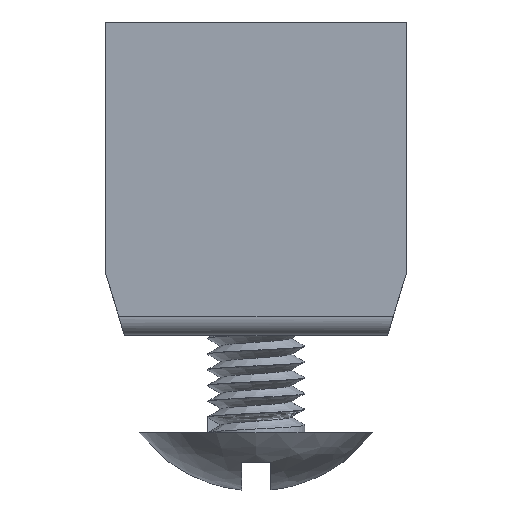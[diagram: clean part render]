
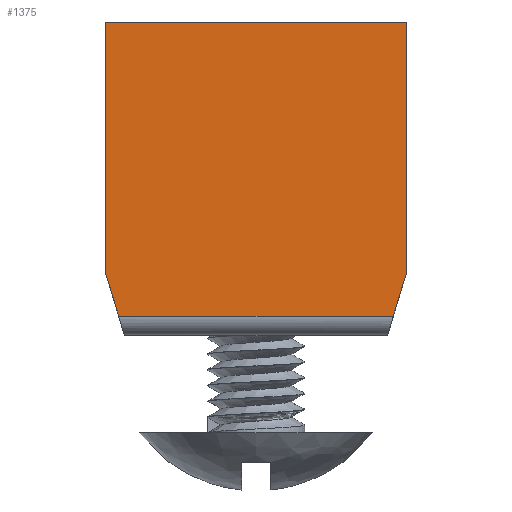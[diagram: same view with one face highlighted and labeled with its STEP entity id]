
A CAD part, left-side view. The second image highlights one B-rep face of the part: STEP entity #1375.
In plain terms, the highlighted face is planar.
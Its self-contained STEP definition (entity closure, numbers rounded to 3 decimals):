
#139=PLANE('',#1569);
#193=FACE_OUTER_BOUND('',#278,.T.);
#278=EDGE_LOOP('',(#1087,#1088,#1089,#1090,#1091,#1092));
#367=LINE('',#2077,#482);
#375=LINE('',#2096,#490);
#391=LINE('',#2135,#506);
#394=LINE('',#2141,#509);
#409=LINE('',#2170,#524);
#412=LINE('',#2176,#527);
#482=VECTOR('',#1737,10.);
#490=VECTOR('',#1751,10.);
#506=VECTOR('',#1787,10.);
#509=VECTOR('',#1792,10.);
#524=VECTOR('',#1819,10.);
#527=VECTOR('',#1828,10.);
#592=VERTEX_POINT('',#2070);
#595=VERTEX_POINT('',#2075);
#603=VERTEX_POINT('',#2095);
#616=VERTEX_POINT('',#2133);
#618=VERTEX_POINT('',#2139);
#626=VERTEX_POINT('',#2169);
#741=EDGE_CURVE('',#595,#592,#367,.T.);
#750=EDGE_CURVE('',#603,#592,#375,.T.);
#770=EDGE_CURVE('',#595,#616,#391,.T.);
#773=EDGE_CURVE('',#618,#616,#394,.T.);
#788=EDGE_CURVE('',#603,#626,#409,.T.);
#791=EDGE_CURVE('',#626,#618,#412,.T.);
#1087=ORIENTED_EDGE('',*,*,#741,.F.);
#1088=ORIENTED_EDGE('',*,*,#770,.T.);
#1089=ORIENTED_EDGE('',*,*,#773,.F.);
#1090=ORIENTED_EDGE('',*,*,#791,.F.);
#1091=ORIENTED_EDGE('',*,*,#788,.F.);
#1092=ORIENTED_EDGE('',*,*,#750,.T.);
#1375=ADVANCED_FACE('',(#193),#139,.T.);
#1569=AXIS2_PLACEMENT_3D('',#2178,#1831,#1832);
#1737=DIRECTION('',(-1.,0.,0.));
#1751=DIRECTION('',(0.29,-0.957,0.));
#1787=DIRECTION('',(0.29,0.957,0.));
#1792=DIRECTION('',(0.,-1.,0.));
#1819=DIRECTION('',(0.,1.,0.));
#1828=DIRECTION('',(1.,0.,0.));
#1831=DIRECTION('center_axis',(0.,0.,1.));
#1832=DIRECTION('ref_axis',(1.,0.,0.));
#2070=CARTESIAN_POINT('',(-13.77,-13.911,11.5));
#2075=CARTESIAN_POINT('',(0.336,-13.911,11.5));
#2077=CARTESIAN_POINT('',(-2.842,-13.911,11.5));
#2095=CARTESIAN_POINT('',(-14.467,-11.611,11.5));
#2096=CARTESIAN_POINT('',(-14.3,-12.161,11.5));
#2133=CARTESIAN_POINT('',(1.033,-11.611,11.5));
#2135=CARTESIAN_POINT('',(1.366,-10.511,11.5));
#2139=CARTESIAN_POINT('',(1.033,1.189,11.5));
#2141=CARTESIAN_POINT('',(1.033,1.189,11.5));
#2169=CARTESIAN_POINT('',(-14.467,1.189,11.5));
#2170=CARTESIAN_POINT('',(-14.467,-14.911,11.5));
#2176=CARTESIAN_POINT('',(-14.467,1.189,11.5));
#2178=CARTESIAN_POINT('Origin',(-6.717,-6.861,11.5));
